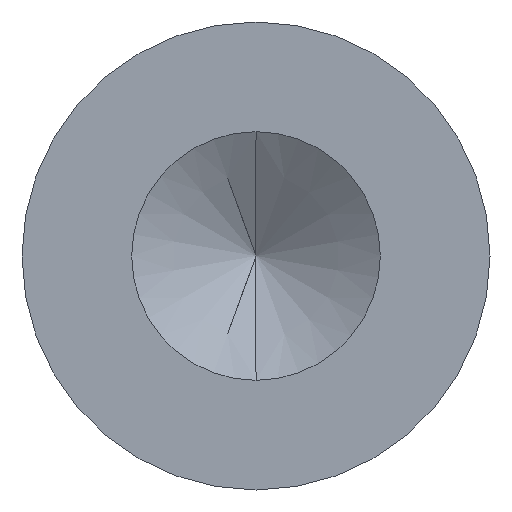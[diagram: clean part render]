
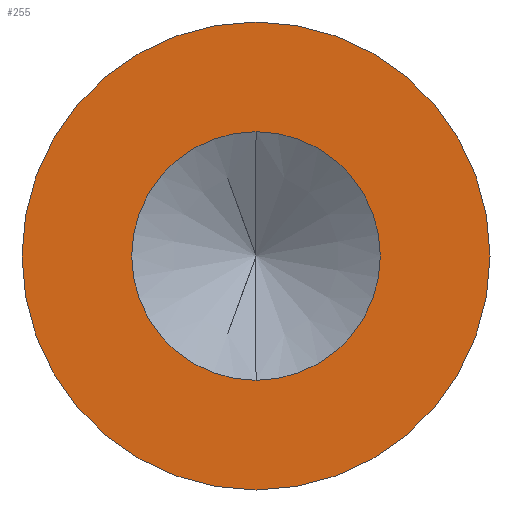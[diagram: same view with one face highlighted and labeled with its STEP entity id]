
A CAD part, front view. The second image highlights one B-rep face of the part: STEP entity #255.
In plain terms, the highlighted planar face has unit normal (0, -1, 0).
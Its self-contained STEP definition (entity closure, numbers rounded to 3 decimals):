
#8 = CARTESIAN_POINT ( 'NONE',  ( 8., 0., 0. ) ) ;
#14 = DIRECTION ( 'NONE',  ( 0., -1., 0. ) ) ;
#34 = ORIENTED_EDGE ( 'NONE', *, *, #281, .T. ) ;
#42 = DIRECTION ( 'NONE',  ( 0., -1., 0. ) ) ;
#47 = DIRECTION ( 'NONE',  ( 0., 0., -1. ) ) ;
#48 = AXIS2_PLACEMENT_3D ( 'NONE', #8, #42, #130 ) ;
#49 = DIRECTION ( 'NONE',  ( 0., -1., 0. ) ) ;
#54 = CARTESIAN_POINT ( 'NONE',  ( 0., 0., 0. ) ) ;
#61 = AXIS2_PLACEMENT_3D ( 'NONE', #54, #320, #95 ) ;
#75 = EDGE_LOOP ( 'NONE', ( #431, #260 ) ) ;
#86 = DIRECTION ( 'NONE',  ( 0., 0., -1. ) ) ;
#95 = DIRECTION ( 'NONE',  ( 0., 0., -1. ) ) ;
#96 = CARTESIAN_POINT ( 'NONE',  ( 0., 0., -8. ) ) ;
#130 = DIRECTION ( 'NONE',  ( 0., 0., -1. ) ) ;
#142 = VERTEX_POINT ( 'NONE', #381 ) ;
#143 = FACE_BOUND ( 'NONE', #75, .T. ) ;
#144 = AXIS2_PLACEMENT_3D ( 'NONE', #386, #49, #242 ) ;
#168 = VERTEX_POINT ( 'NONE', #337 ) ;
#190 = CIRCLE ( 'NONE', #61, 8. ) ;
#202 = PLANE ( 'NONE',  #48 ) ;
#203 = CIRCLE ( 'NONE', #144, 8. ) ;
#223 = CIRCLE ( 'NONE', #444, 4.25 ) ;
#237 = EDGE_CURVE ( 'NONE', #168, #142, #223, .T. ) ;
#242 = DIRECTION ( 'NONE',  ( 0., 0., -1. ) ) ;
#244 = EDGE_CURVE ( 'NONE', #142, #168, #268, .T. ) ;
#255 = ADVANCED_FACE ( 'NONE', ( #143, #483 ), #202, .T. ) ;
#260 = ORIENTED_EDGE ( 'NONE', *, *, #244, .F. ) ;
#268 = CIRCLE ( 'NONE', #336, 4.25 ) ;
#274 = DIRECTION ( 'NONE',  ( 0., -1., 0. ) ) ;
#281 = EDGE_CURVE ( 'NONE', #283, #397, #203, .T. ) ;
#283 = VERTEX_POINT ( 'NONE', #313 ) ;
#313 = CARTESIAN_POINT ( 'NONE',  ( 0., 0., 8. ) ) ;
#320 = DIRECTION ( 'NONE',  ( 0., -1., 0. ) ) ;
#336 = AXIS2_PLACEMENT_3D ( 'NONE', #456, #274, #86 ) ;
#337 = CARTESIAN_POINT ( 'NONE',  ( 0., 0., -4.25 ) ) ;
#362 = EDGE_CURVE ( 'NONE', #397, #283, #190, .T. ) ;
#381 = CARTESIAN_POINT ( 'NONE',  ( 0., 0., 4.25 ) ) ;
#386 = CARTESIAN_POINT ( 'NONE',  ( 0., 0., 0. ) ) ;
#397 = VERTEX_POINT ( 'NONE', #96 ) ;
#424 = CARTESIAN_POINT ( 'NONE',  ( 0., 0., 0. ) ) ;
#431 = ORIENTED_EDGE ( 'NONE', *, *, #237, .F. ) ;
#444 = AXIS2_PLACEMENT_3D ( 'NONE', #424, #14, #47 ) ;
#454 = EDGE_LOOP ( 'NONE', ( #467, #34 ) ) ;
#456 = CARTESIAN_POINT ( 'NONE',  ( 0., 0., 0. ) ) ;
#467 = ORIENTED_EDGE ( 'NONE', *, *, #362, .T. ) ;
#483 = FACE_OUTER_BOUND ( 'NONE', #454, .T. ) ;
